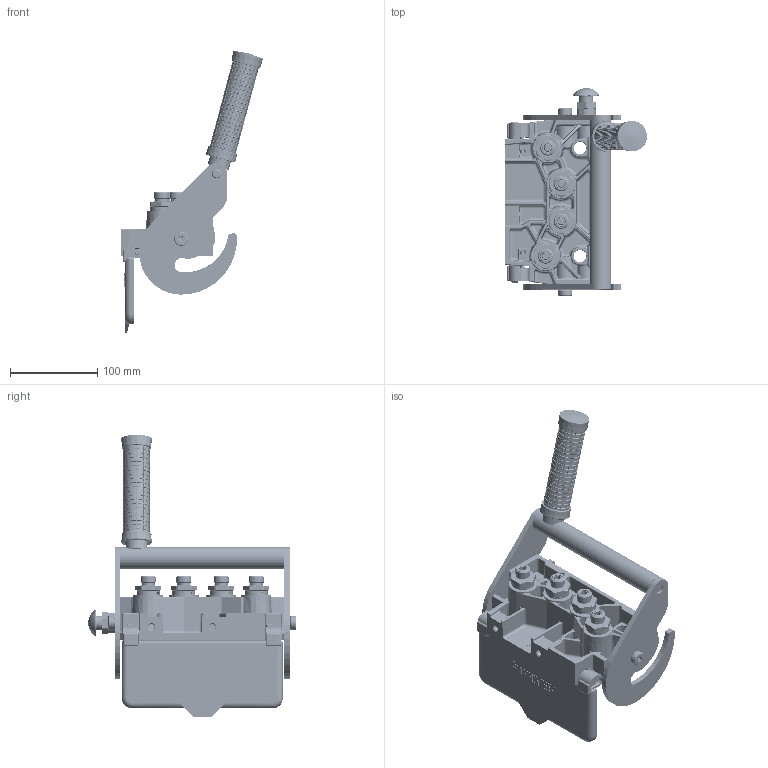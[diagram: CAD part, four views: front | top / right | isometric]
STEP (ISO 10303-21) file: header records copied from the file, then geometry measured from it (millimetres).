
FILE_DESCRIPTION (( 'STEP AP214' ), '1' );
FILE_NAME ('FASTER.step', '2023-03-31T09:18:39', ( '' ), ( '' ), 'SwSTEP 2.0', 'SolidWorks 2017', '' );
FILE_SCHEMA (( 'AUTOMOTIVE_DESIGN' ));
Length unit declared in the file: millimetre
Products named in the file (32): 4830_022_0000_011; et011; CURS_MOLLA_38; 4830_001_0004_000; 4832_020_0003_001; 2ffnb3811_38sf; 4830_001_0005_300; 4830_025_2000_000; sicura_p5; 4830_070_0000_001; 4830_024_0005_011; FASTER; 4830_001_0005_301; 4132_014_0000_000; 4850_024_0000_012; 4830_027_0000_001; 4830_024_0006_000; 4132_072_0000_300; 4830_001_0001_004; 0048_042_0412_000; 4830_013_3000_020; 4830_024_0005_020; A_2ffnb3811_38sf; 4830_024_0005_010; 0048_317_1000_000; 4830_025_1000_000; 4830_025_0000_001; or1_5x7_m; ET011-ET007; PS06_F_BASE; et007
Assembly tree (37 placements, depth 4):
  FASTER
    PS06_F_BASE
      4832_020_0003_001
      4830_013_3000_020  x2
      4830_001_0001_004
      0048_317_1000_000  x2
      4830_001_0004_000  x2
      4830_001_0005_300
      4830_001_0005_301
    A_2ffnb3811_38sf  x4
      CURS_MOLLA_38
        4132_072_0000_300
        4132_014_0000_000
      2ffnb3811_38sf
        2ffnb3811_38sf
    4830_024_0006_000
      sicura_p5
        4830_025_0000_001
        or1_5x7_m
        0048_042_0412_000
      4830_024_0005_010
      4830_027_0000_001
      4830_024_0005_020
      4830_024_0005_011
      4830_025_2000_000
      4830_025_1000_000
      4830_022_0000_011
      4830_070_0000_001
      4850_024_0000_012
    ET011-ET007
      et011
      et007
Bounding box: 162.8 x 238.28 x 323.9 mm (x, y, z)
Volume: 299733.5 mm3; surface area: 351997.6 mm2
Topology: 28 solids, 93 shells, 7339 faces, 19802 edges, 12742 vertices
Faces by surface type: plane 3918, cylinder 2026, torus 505, bspline 417, cone 378, sphere 95
Entity records: 277533 total; most frequent: CARTESIAN_POINT 117259, ORIENTED_EDGE 34754, DIRECTION 28850, EDGE_CURVE 17500, VECTOR 11760, LINE 11760, VERTEX_POINT 11269, AXIS2_PLACEMENT_3D 8545
